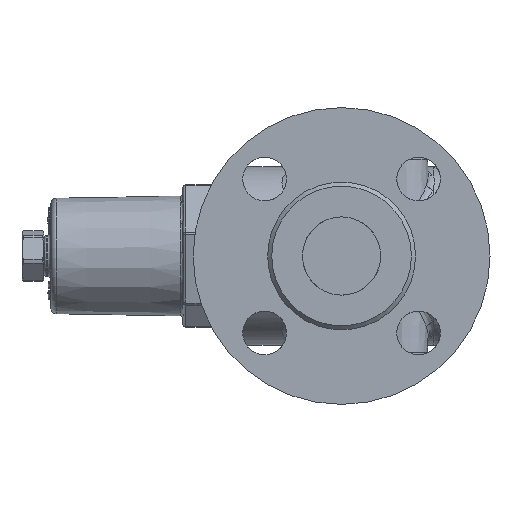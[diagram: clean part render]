
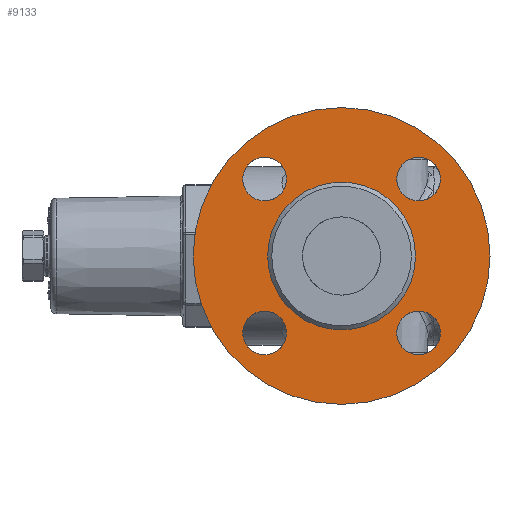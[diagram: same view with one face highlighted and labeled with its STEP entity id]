
A CAD part, left-side view. The second image highlights one B-rep face of the part: STEP entity #9133.
In plain terms, the highlighted planar face has unit normal (-1, 0, 0).
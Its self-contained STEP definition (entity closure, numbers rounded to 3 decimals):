
#752=FACE_BOUND('',#1493,.T.);
#753=FACE_BOUND('',#1494,.T.);
#754=FACE_BOUND('',#1495,.T.);
#755=FACE_BOUND('',#1496,.T.);
#756=FACE_BOUND('',#1497,.T.);
#789=PLANE('',#9723);
#939=FACE_OUTER_BOUND('',#1492,.T.);
#1492=EDGE_LOOP('',(#5726));
#1493=EDGE_LOOP('',(#5727));
#1494=EDGE_LOOP('',(#5728));
#1495=EDGE_LOOP('',(#5729));
#1496=EDGE_LOOP('',(#5730));
#1497=EDGE_LOOP('',(#5731));
#2053=CIRCLE('',#9702,7.95);
#2054=CIRCLE('',#9704,7.95);
#2055=CIRCLE('',#9706,7.95);
#2056=CIRCLE('',#9708,7.95);
#2064=CIRCLE('',#9722,26.9);
#2065=CIRCLE('',#9724,54.);
#3232=VERTEX_POINT('',#14175);
#3235=VERTEX_POINT('',#14219);
#3238=VERTEX_POINT('',#14263);
#3241=VERTEX_POINT('',#14307);
#3251=VERTEX_POINT('',#14372);
#3252=VERTEX_POINT('',#14376);
#4197=EDGE_CURVE('',#3232,#3232,#2053,.T.);
#4201=EDGE_CURVE('',#3235,#3235,#2054,.T.);
#4205=EDGE_CURVE('',#3238,#3238,#2055,.T.);
#4209=EDGE_CURVE('',#3241,#3241,#2056,.T.);
#4222=EDGE_CURVE('',#3251,#3251,#2064,.T.);
#4224=EDGE_CURVE('',#3252,#3252,#2065,.T.);
#5726=ORIENTED_EDGE('',*,*,#4224,.T.);
#5727=ORIENTED_EDGE('',*,*,#4197,.T.);
#5728=ORIENTED_EDGE('',*,*,#4201,.T.);
#5729=ORIENTED_EDGE('',*,*,#4205,.T.);
#5730=ORIENTED_EDGE('',*,*,#4209,.T.);
#5731=ORIENTED_EDGE('',*,*,#4222,.F.);
#9133=ADVANCED_FACE('',(#939,#752,#753,#754,#755,#756),#789,.F.);
#9702=AXIS2_PLACEMENT_3D('',#14176,#10401,#10402);
#9704=AXIS2_PLACEMENT_3D('',#14220,#10406,#10407);
#9706=AXIS2_PLACEMENT_3D('',#14264,#10411,#10412);
#9708=AXIS2_PLACEMENT_3D('',#14308,#10416,#10417);
#9722=AXIS2_PLACEMENT_3D('',#14373,#10447,#10448);
#9723=AXIS2_PLACEMENT_3D('',#14375,#10450,#10451);
#9724=AXIS2_PLACEMENT_3D('',#14377,#10452,#10453);
#10401=DIRECTION('center_axis',(1.,0.,0.));
#10402=DIRECTION('ref_axis',(0.,1.,0.));
#10406=DIRECTION('center_axis',(1.,0.,0.));
#10407=DIRECTION('ref_axis',(0.,0.,
-1.));
#10411=DIRECTION('center_axis',(1.,0.,0.));
#10412=DIRECTION('ref_axis',(0.,-1.,0.));
#10416=DIRECTION('center_axis',(1.,0.,0.));
#10417=DIRECTION('ref_axis',(0.,0.,
1.));
#10447=DIRECTION('center_axis',(-1.,0.,0.));
#10448=DIRECTION('ref_axis',(0.,0.,
1.));
#10450=DIRECTION('center_axis',(1.,0.,0.));
#10451=DIRECTION('ref_axis',(0.,0.,
-1.));
#10452=DIRECTION('center_axis',(-1.,0.,0.));
#10453=DIRECTION('ref_axis',(0.,0.,
1.));
#14175=CARTESIAN_POINT('',(-57.376,36.826,-33.888));
#14176=CARTESIAN_POINT('Origin',(-57.376,44.776,-33.888));
#14219=CARTESIAN_POINT('',(-57.376,-11.227,-25.938));
#14220=CARTESIAN_POINT('Origin',(-57.376,-11.227,-33.888));
#14263=CARTESIAN_POINT('',(-57.376,-3.277,22.115));
#14264=CARTESIAN_POINT('Origin',(-57.376,-11.227,22.115));
#14307=CARTESIAN_POINT('',(-57.376,44.776,14.165));
#14308=CARTESIAN_POINT('Origin',(-57.376,44.776,22.115));
#14372=CARTESIAN_POINT('',(-57.376,-10.126,-5.887));
#14373=CARTESIAN_POINT('Origin',(-57.376,16.774,-5.887));
#14375=CARTESIAN_POINT('Origin',(-57.376,70.774,-5.887));
#14376=CARTESIAN_POINT('',(-57.376,-37.226,-5.887));
#14377=CARTESIAN_POINT('Origin',(-57.376,16.774,-5.887));
